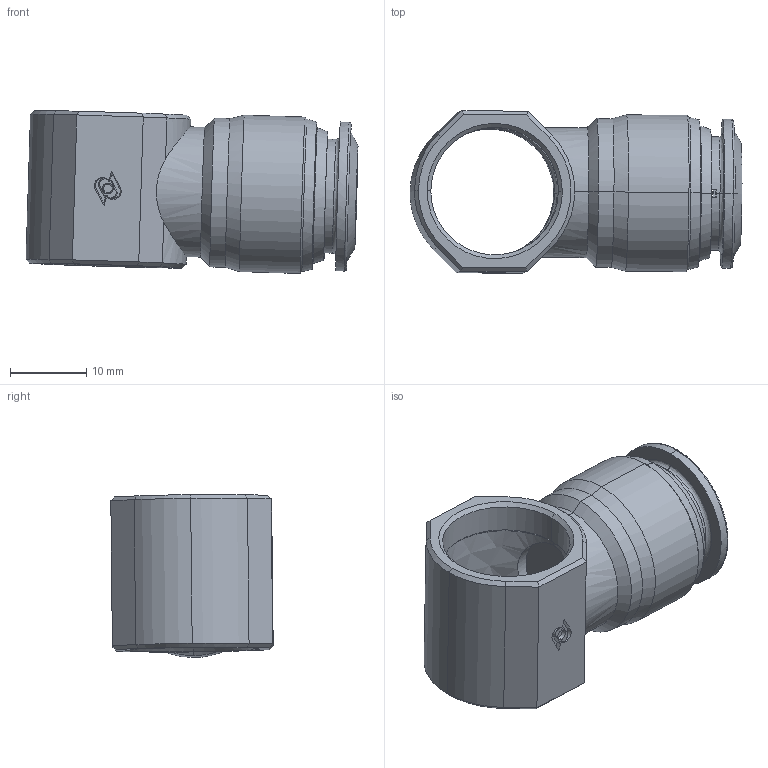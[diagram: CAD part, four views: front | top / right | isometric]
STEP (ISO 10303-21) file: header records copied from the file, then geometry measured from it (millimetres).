
FILE_DESCRIPTION (( 'STEP AP214' ), '1' );
FILE_NAME ('BBS-G03-12_ME.STEP', '2018-09-05T06:59:20', ( '' ), ( '' ), 'SwSTEP 2.0', 'SolidWorks 2018', '' );
FILE_SCHEMA (( 'AUTOMOTIVE_DESIGN' ));
Length unit declared in the file: millimetre
Products named in the file (1): BBS-G03-12_ME
Bounding box: 43.49 x 21.26 x 21.35 mm (x, y, z)
Volume: 8249.3 mm3; surface area: 4711 mm2
Topology: 1 solids, 1 shells, 131 faces, 303 edges, 183 vertices
Faces by surface type: bspline 131
Entity records: 5326 total; most frequent: CARTESIAN_POINT 3506, ORIENTED_EDGE 606, EDGE_CURVE 303, B_SPLINE_CURVE_WITH_KNOTS 213, VERTEX_POINT 183, EDGE_LOOP 146, ADVANCED_FACE 131, FACE_OUTER_BOUND 131
